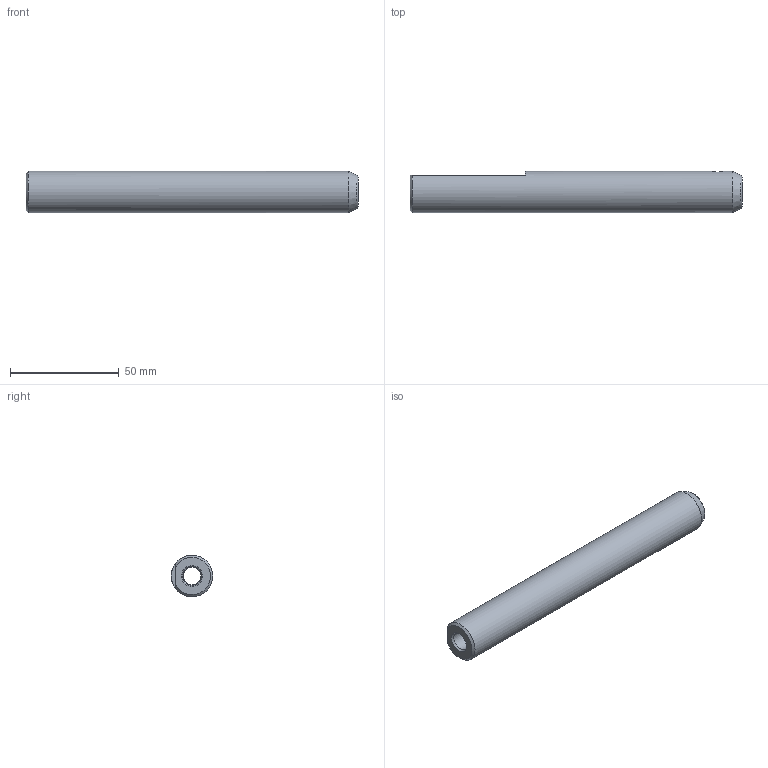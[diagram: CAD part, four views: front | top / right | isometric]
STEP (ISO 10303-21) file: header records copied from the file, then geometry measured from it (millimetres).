
FILE_DESCRIPTION(/* description */ (''),/* implementation_level */ '2;1');
FILE_NAME(/* name */ 'S075-EM031-0600.stp',/* time_stamp */ '2019-07-22T16:29:16-05:00',/* author */ ('ldfli'),/* organization */ (''),/* preprocessor_version */ 'ST-DEVELOPER v18',/* originating_system */ 'Autodesk Inventor LT',/* authorisation */ '');
FILE_SCHEMA (('AUTOMOTIVE_DESIGN { 1 0 10303 214 3 1 1 }'));
Length unit declared in the file: millimetre
Products named in the file (1): S075-EM031-0600
Bounding box: 152.4 x 19.05 x 19.05 mm (x, y, z)
Volume: 33798.3 mm3; surface area: 13444.2 mm2
Topology: 1 solids, 1 shells, 14 faces, 42 edges, 30 vertices
Faces by surface type: cone 5, cylinder 4, plane 4, torus 1
Full cylindrical faces by diameter (mm): 5.359 x1, 7.94 x1, 8.5 x1, 19.05 x1
Entity records: 606 total; most frequent: CARTESIAN_POINT 160, DIRECTION 90, ORIENTED_EDGE 84, EDGE_CURVE 42, AXIS2_PLACEMENT_3D 39, VERTEX_POINT 30, CIRCLE 24, EDGE_LOOP 18
